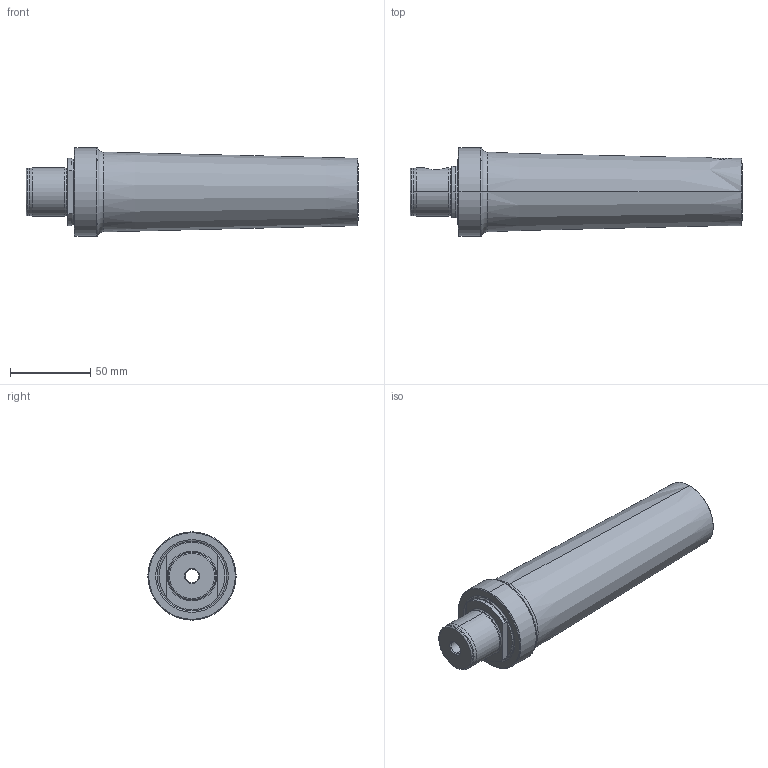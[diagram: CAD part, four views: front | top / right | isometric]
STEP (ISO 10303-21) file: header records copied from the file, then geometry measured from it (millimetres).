
FILE_DESCRIPTION (( 'STEP AP203' ), '1' );
FILE_NAME ('124.550.426.STEP', '2018-03-13T14:07:28', ( 'SWIAdmin' ), ( 'Hewlett-Packard Company' ), 'SwSTEP 2.0', 'SolidWorks 2017', '' );
FILE_SCHEMA (( 'CONFIG_CONTROL_DESIGN' ));
Length unit declared in the file: millimetre
Products named in the file (3): MB5-MB4.K01.177_C; MB4-ER1.001.013_A; 124.550.426
Assembly tree (2 placements, depth 2):
  124.550.426
    MB5-MB4.K01.177_C
    MB4-ER1.001.013_A
Bounding box: 207 x 55 x 55 mm (x, y, z)
Volume: 304329.1 mm3; surface area: 40515.8 mm2
Topology: 2 solids, 2 shells, 131 faces, 301 edges, 177 vertices
Faces by surface type: cone 43, cylinder 32, plane 32, torus 24
Entity records: 4457 total; most frequent: CARTESIAN_POINT 1147, DIRECTION 693, ORIENTED_EDGE 598, EDGE_CURVE 299, AXIS2_PLACEMENT_3D 292, VERTEX_POINT 177, CIRCLE 156, EDGE_LOOP 142
